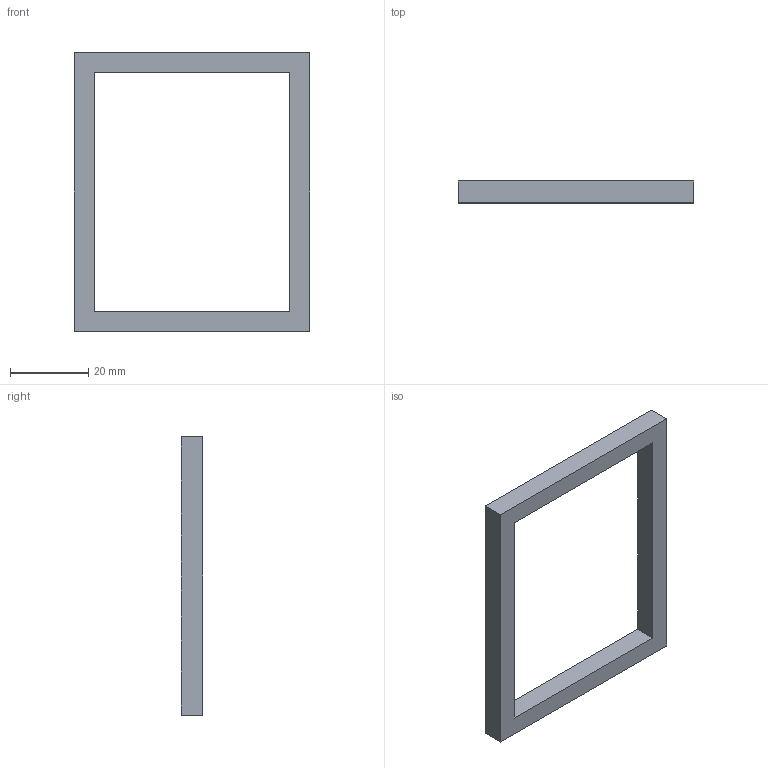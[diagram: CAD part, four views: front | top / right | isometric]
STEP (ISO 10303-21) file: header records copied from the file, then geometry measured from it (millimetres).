
FILE_DESCRIPTION(/* description */ (''),/* implementation_level */ '2;1');
FILE_NAME(/* name */ 'Test impression 3D cadre 5.5 mm v2.step',/* time_stamp */ '2018-12-19T11:33:40+01:00',/* author */ ('valentin.brisson'),/* organization */ (''),/* preprocessor_version */ 'ST-DEVELOPER v17.2',/* originating_system */ 'Autodesk Translation Framework v7.6.0.251',/* authorisation */ '');
FILE_SCHEMA (('AUTOMOTIVE_DESIGN { 1 0 10303 214 3 1 1 }'));
Length unit declared in the file: millimetre
Products named in the file (1): Test impression 3D cadre 5.5 mm
Bounding box: 60 x 5.5 x 71 mm (x, y, z)
Volume: 6649.3 mm3; surface area: 5107.1 mm2
Topology: 1 solids, 1 shells, 73 faces, 216 edges, 144 vertices
Faces by surface type: plane 41, cylinder 32
Entity records: 2491 total; most frequent: CARTESIAN_POINT 434, ORIENTED_EDGE 432, DIRECTION 428, EDGE_CURVE 216, LINE 152, VECTOR 152, VERTEX_POINT 144, AXIS2_PLACEMENT_3D 138
